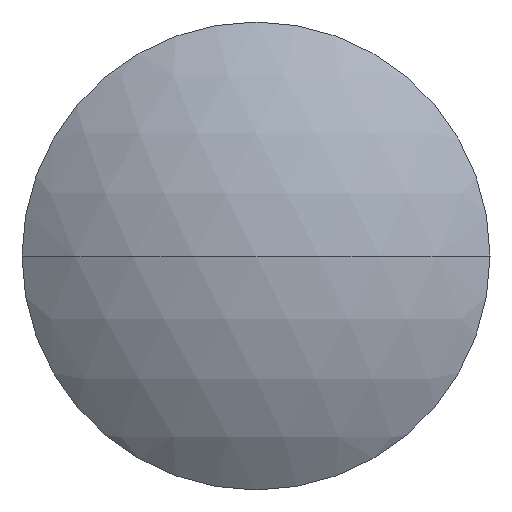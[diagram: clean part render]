
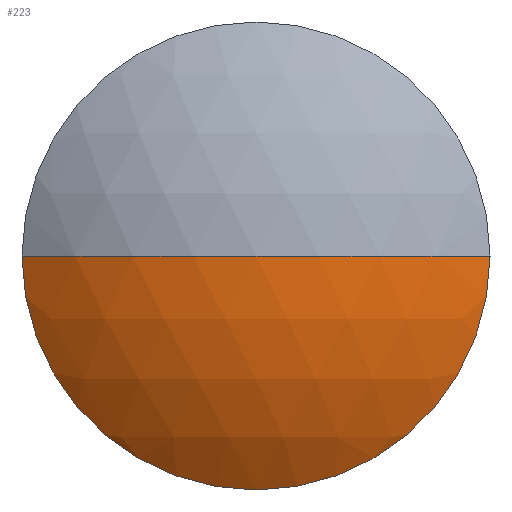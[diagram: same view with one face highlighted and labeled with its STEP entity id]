
A CAD part, left-side view. The second image highlights one B-rep face of the part: STEP entity #223.
In plain terms, the highlighted spherical face has radius 10.532 mm.
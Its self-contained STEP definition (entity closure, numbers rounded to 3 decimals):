
#3 = AXIS2_PLACEMENT_3D ( 'NONE', #51, #215, #181 ) ;
#23 = CARTESIAN_POINT ( 'NONE',  ( 50.631, 24.308, 0. ) ) ;
#24 = EDGE_CURVE ( 'NONE', #27, #64, #136, .T. ) ;
#27 = VERTEX_POINT ( 'NONE', #210 ) ;
#29 = CARTESIAN_POINT ( 'NONE',  ( 50.631, 24.308, 0. ) ) ;
#37 = ORIENTED_EDGE ( 'NONE', *, *, #24, .F. ) ;
#51 = CARTESIAN_POINT ( 'NONE',  ( 42.229, 24.308, 0. ) ) ;
#53 = CARTESIAN_POINT ( 'NONE',  ( 42.229, 17.958, 0. ) ) ;
#54 = DIRECTION ( 'NONE',  ( 0., 1., 0. ) ) ;
#64 = VERTEX_POINT ( 'NONE', #237 ) ;
#74 = CARTESIAN_POINT ( 'NONE',  ( 50.631, 24.308, 0. ) ) ;
#99 = DIRECTION ( 'NONE',  ( 0., 0., -1. ) ) ;
#102 = AXIS2_PLACEMENT_3D ( 'NONE', #23, #234, #208 ) ;
#136 = CIRCLE ( 'NONE', #102, 10.532 ) ;
#146 = DIRECTION ( 'NONE',  ( 0., 1., 0. ) ) ;
#148 = EDGE_CURVE ( 'NONE', #27, #235, #271, .T. ) ;
#167 = DIRECTION ( 'NONE',  ( 0., 0., -1. ) ) ;
#173 = EDGE_CURVE ( 'NONE', #235, #64, #209, .T. ) ;
#181 = DIRECTION ( 'NONE',  ( 0., -1., 0. ) ) ;
#192 = EDGE_LOOP ( 'NONE', ( #246, #278, #37 ) ) ;
#196 = SPHERICAL_SURFACE ( 'NONE', #294, 10.532 ) ;
#197 = FACE_OUTER_BOUND ( 'NONE', #192, .T. ) ;
#208 = DIRECTION ( 'NONE',  ( 1., 0., 0. ) ) ;
#209 = CIRCLE ( 'NONE', #259, 10.532 ) ;
#210 = CARTESIAN_POINT ( 'NONE',  ( 42.229, 30.658, 0. ) ) ;
#215 = DIRECTION ( 'NONE',  ( -1., 0., 0. ) ) ;
#223 = ADVANCED_FACE ( 'NONE', ( #197 ), #196, .T. ) ;
#234 = DIRECTION ( 'NONE',  ( 0., 0., 1. ) ) ;
#235 = VERTEX_POINT ( 'NONE', #53 ) ;
#237 = CARTESIAN_POINT ( 'NONE',  ( 40.099, 24.308, 0. ) ) ;
#246 = ORIENTED_EDGE ( 'NONE', *, *, #148, .T. ) ;
#259 = AXIS2_PLACEMENT_3D ( 'NONE', #74, #99, #54 ) ;
#271 = CIRCLE ( 'NONE', #3, 6.35 ) ;
#278 = ORIENTED_EDGE ( 'NONE', *, *, #173, .T. ) ;
#294 = AXIS2_PLACEMENT_3D ( 'NONE', #29, #167, #146 ) ;
